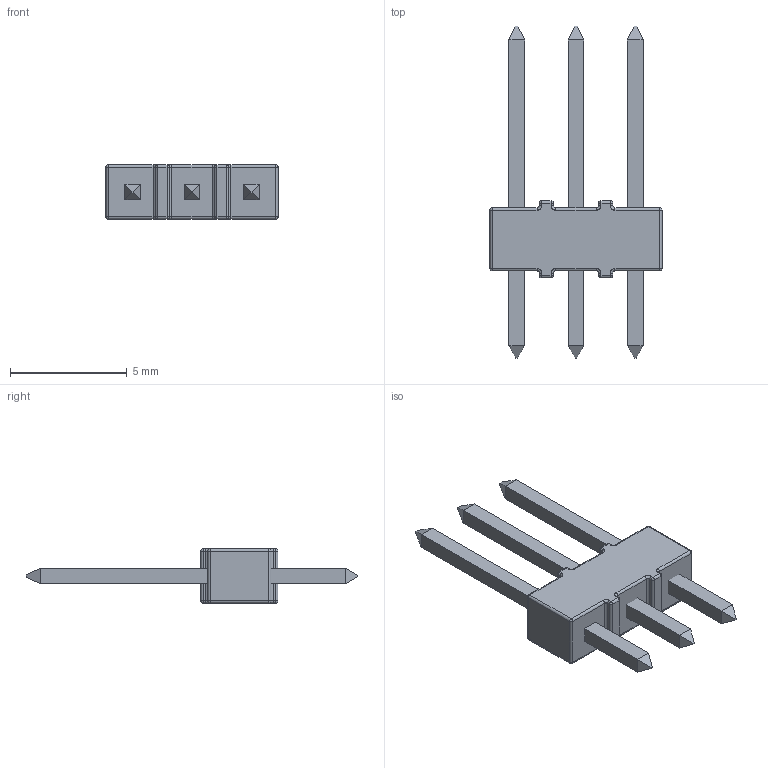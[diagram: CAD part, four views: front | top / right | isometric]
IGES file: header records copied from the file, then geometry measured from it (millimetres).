
Start section: SolidWorks IGES file using analytic representation for surfaces
Global section: file name: 0022102031.IGS; native system: SolidWorks 2014; preprocessor: SolidWorks 2014; author: shane_sorenson; date: 180220.152647; units: millimetre
Bounding box: 7.37 x 14.22 x 2.34 mm (x, y, z)
Surface area: 182.7 mm2 (no closed solid volume)
Topology: 0 solids, 0 shells, 182 faces, 824 edges, 800 vertices
Faces by surface type: bspline 98, revolution 84
